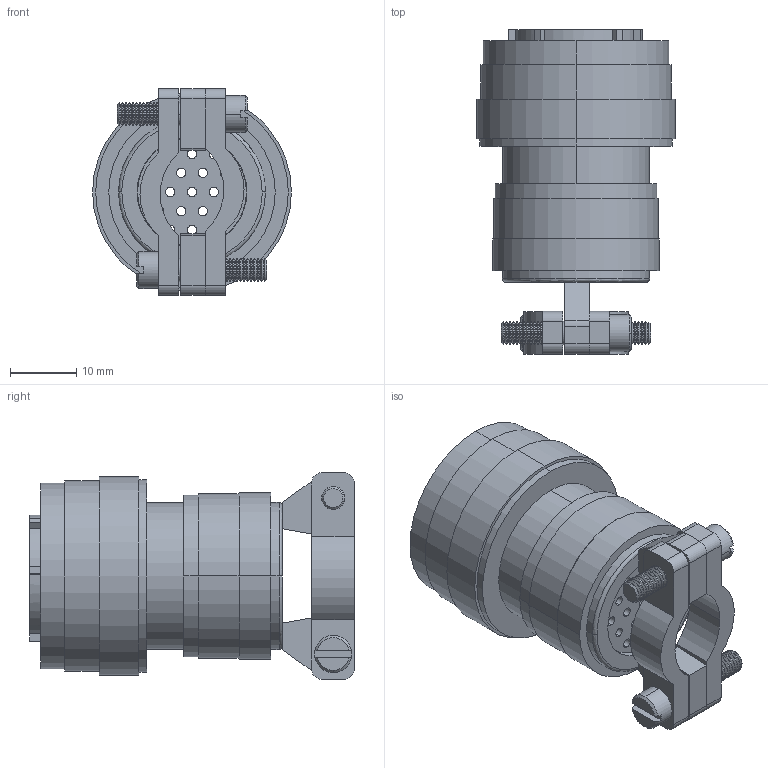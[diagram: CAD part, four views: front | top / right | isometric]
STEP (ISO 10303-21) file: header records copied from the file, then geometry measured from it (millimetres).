
FILE_DESCRIPTION (( 'STEP AP203' ), '1' );
FILE_NAME ('A8275-4-CN.STEP', '2014-04-07T16:40:13', ( '' ), ( '' ), 'SwSTEP 2.0', 'SolidWorks 2014', '' );
FILE_SCHEMA (( 'CONFIG_CONTROL_DESIGN' ));
Length unit declared in the file: inch
Products named in the file (1): A8275-4-CN
Bounding box: 29.92 x 48.84 x 31.04 mm (x, y, z)
Volume: 19297.5 mm3; surface area: 13897.9 mm2
Topology: 8 solids, 8 shells, 447 faces, 1055 edges, 635 vertices
Faces by surface type: cylinder 210, cone 144, plane 91, bspline 2
Entity records: 13193 total; most frequent: DIRECTION 2466, CARTESIAN_POINT 2378, ORIENTED_EDGE 2110, EDGE_CURVE 1055, AXIS2_PLACEMENT_3D 979, VERTEX_POINT 635, CIRCLE 533, EDGE_LOOP 510
